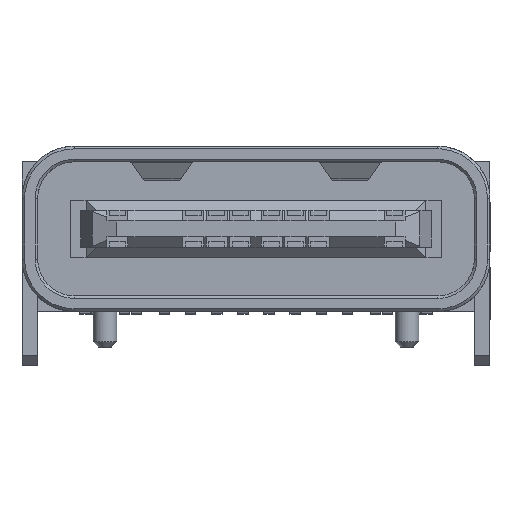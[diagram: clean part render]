
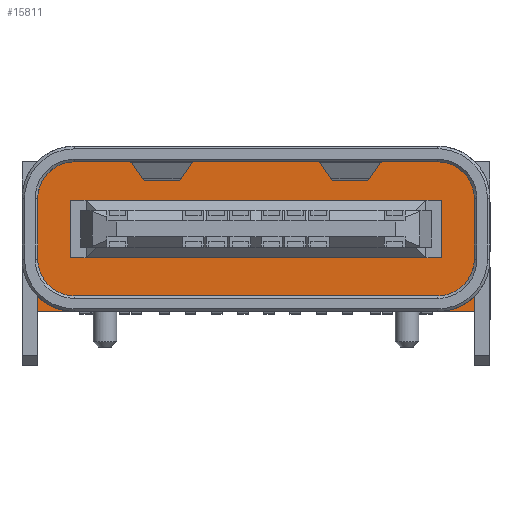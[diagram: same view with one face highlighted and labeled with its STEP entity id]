
A CAD part, front view. The second image highlights one B-rep face of the part: STEP entity #15811.
In plain terms, the highlighted free-form (B-spline) face has degree [1, 1] with [2, 2] control points.
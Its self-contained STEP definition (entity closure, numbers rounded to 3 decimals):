
#15811 = ADVANCED_FACE('',(#15812,#15842),#15888,.T.);
#15812 = FACE_BOUND('',#15813,.T.);
#15813 = EDGE_LOOP('',(#15814,#15823,#15830,#15837));
#15814 = ORIENTED_EDGE('',*,*,#15815,.F.);
#15815 = EDGE_CURVE('',#15816,#15818,#15820,.T.);
#15816 = VERTEX_POINT('',#15817);
#15817 = CARTESIAN_POINT('',(3.55,1.525,3.182));
#15818 = VERTEX_POINT('',#15819);
#15819 = CARTESIAN_POINT('',(-3.55,1.525,3.182));
#15820 = B_SPLINE_CURVE_WITH_KNOTS('',1,(#15821,#15822),.UNSPECIFIED.,
  .F.,.F.,(2,2),(-7.1,-0.),.PIECEWISE_BEZIER_KNOTS.);
#15821 = CARTESIAN_POINT('',(3.55,1.525,3.182));
#15822 = CARTESIAN_POINT('',(-3.55,1.525,3.182));
#15823 = ORIENTED_EDGE('',*,*,#15824,.T.);
#15824 = EDGE_CURVE('',#15816,#15825,#15827,.T.);
#15825 = VERTEX_POINT('',#15826);
#15826 = CARTESIAN_POINT('',(3.55,1.525,2.082));
#15827 = B_SPLINE_CURVE_WITH_KNOTS('',1,(#15828,#15829),.UNSPECIFIED.,
  .F.,.F.,(2,2),(0.,1.1),.PIECEWISE_BEZIER_KNOTS.);
#15828 = CARTESIAN_POINT('',(3.55,1.525,3.182));
#15829 = CARTESIAN_POINT('',(3.55,1.525,2.082));
#15830 = ORIENTED_EDGE('',*,*,#15831,.F.);
#15831 = EDGE_CURVE('',#15832,#15825,#15834,.T.);
#15832 = VERTEX_POINT('',#15833);
#15833 = CARTESIAN_POINT('',(-3.55,1.525,2.082));
#15834 = B_SPLINE_CURVE_WITH_KNOTS('',1,(#15835,#15836),.UNSPECIFIED.,
  .F.,.F.,(2,2),(0.,7.1),.PIECEWISE_BEZIER_KNOTS.);
#15835 = CARTESIAN_POINT('',(-3.55,1.525,2.082));
#15836 = CARTESIAN_POINT('',(3.55,1.525,2.082));
#15837 = ORIENTED_EDGE('',*,*,#15838,.F.);
#15838 = EDGE_CURVE('',#15818,#15832,#15839,.T.);
#15839 = B_SPLINE_CURVE_WITH_KNOTS('',1,(#15840,#15841),.UNSPECIFIED.,
  .F.,.F.,(2,2),(0.,1.1),.PIECEWISE_BEZIER_KNOTS.);
#15840 = CARTESIAN_POINT('',(-3.55,1.525,3.182));
#15841 = CARTESIAN_POINT('',(-3.55,1.525,2.082));
#15842 = FACE_BOUND('',#15843,.T.);
#15843 = EDGE_LOOP('',(#15844,#15854,#15861,#15869,#15876,#15883));
#15844 = ORIENTED_EDGE('',*,*,#15845,.T.);
#15845 = EDGE_CURVE('',#15846,#15848,#15850,.T.);
#15846 = VERTEX_POINT('',#15847);
#15847 = CARTESIAN_POINT('',(4.175,1.525,3.212));
#15848 = VERTEX_POINT('',#15849);
#15849 = CARTESIAN_POINT('',(3.475,1.525,3.912));
#15850 = ( BOUNDED_CURVE() B_SPLINE_CURVE(2,(#15851,#15852,#15853),
.UNSPECIFIED.,.F.,.F.) B_SPLINE_CURVE_WITH_KNOTS((3,3),(4.712,
6.283),.PIECEWISE_BEZIER_KNOTS.) CURVE() 
GEOMETRIC_REPRESENTATION_ITEM() RATIONAL_B_SPLINE_CURVE((1.,
0.707,1.)) REPRESENTATION_ITEM('') );
#15851 = CARTESIAN_POINT('',(4.175,1.525,3.212));
#15852 = CARTESIAN_POINT('',(4.175,1.525,3.912));
#15853 = CARTESIAN_POINT('',(3.475,1.525,3.912));
#15854 = ORIENTED_EDGE('',*,*,#15855,.F.);
#15855 = EDGE_CURVE('',#15856,#15848,#15858,.T.);
#15856 = VERTEX_POINT('',#15857);
#15857 = CARTESIAN_POINT('',(-3.475,1.525,3.912));
#15858 = B_SPLINE_CURVE_WITH_KNOTS('',1,(#15859,#15860),.UNSPECIFIED.,
  .F.,.F.,(2,2),(0.,6.95),.PIECEWISE_BEZIER_KNOTS.);
#15859 = CARTESIAN_POINT('',(-3.475,1.525,3.912));
#15860 = CARTESIAN_POINT('',(3.475,1.525,3.912));
#15861 = ORIENTED_EDGE('',*,*,#15862,.F.);
#15862 = EDGE_CURVE('',#15863,#15856,#15865,.T.);
#15863 = VERTEX_POINT('',#15864);
#15864 = CARTESIAN_POINT('',(-4.175,1.525,3.212));
#15865 = ( BOUNDED_CURVE() B_SPLINE_CURVE(2,(#15866,#15867,#15868),
.UNSPECIFIED.,.F.,.F.) B_SPLINE_CURVE_WITH_KNOTS((3,3),(4.712,
6.283),.PIECEWISE_BEZIER_KNOTS.) CURVE() 
GEOMETRIC_REPRESENTATION_ITEM() RATIONAL_B_SPLINE_CURVE((1.,
0.707,1.)) REPRESENTATION_ITEM('') );
#15866 = CARTESIAN_POINT('',(-4.175,1.525,3.212));
#15867 = CARTESIAN_POINT('',(-4.175,1.525,3.912));
#15868 = CARTESIAN_POINT('',(-3.475,1.525,3.912));
#15869 = ORIENTED_EDGE('',*,*,#15870,.F.);
#15870 = EDGE_CURVE('',#15871,#15863,#15873,.T.);
#15871 = VERTEX_POINT('',#15872);
#15872 = CARTESIAN_POINT('',(-4.175,1.525,1.052));
#15873 = B_SPLINE_CURVE_WITH_KNOTS('',1,(#15874,#15875),.UNSPECIFIED.,
  .F.,.F.,(2,2),(-1.,1.16),.PIECEWISE_BEZIER_KNOTS.);
#15874 = CARTESIAN_POINT('',(-4.175,1.525,1.052));
#15875 = CARTESIAN_POINT('',(-4.175,1.525,3.212));
#15876 = ORIENTED_EDGE('',*,*,#15877,.F.);
#15877 = EDGE_CURVE('',#15878,#15871,#15880,.T.);
#15878 = VERTEX_POINT('',#15879);
#15879 = CARTESIAN_POINT('',(4.175,1.525,1.052));
#15880 = B_SPLINE_CURVE_WITH_KNOTS('',1,(#15881,#15882),.UNSPECIFIED.,
  .F.,.F.,(2,2),(0.,8.35),.PIECEWISE_BEZIER_KNOTS.);
#15881 = CARTESIAN_POINT('',(4.175,1.525,1.052));
#15882 = CARTESIAN_POINT('',(-4.175,1.525,1.052));
#15883 = ORIENTED_EDGE('',*,*,#15884,.T.);
#15884 = EDGE_CURVE('',#15878,#15846,#15885,.T.);
#15885 = B_SPLINE_CURVE_WITH_KNOTS('',1,(#15886,#15887),.UNSPECIFIED.,
  .F.,.F.,(2,2),(-1.,1.16),.PIECEWISE_BEZIER_KNOTS.);
#15886 = CARTESIAN_POINT('',(4.175,1.525,1.052));
#15887 = CARTESIAN_POINT('',(4.175,1.525,3.212));
#15888 = B_SPLINE_SURFACE_WITH_KNOTS('',1,1,(
    (#15889,#15890)
    ,(#15891,#15892
    )),.UNSPECIFIED.,.F.,.F.,.F.,(2,2),(2,2),(-11.435,
    -8.575),(-8.35,0.),.PIECEWISE_BEZIER_KNOTS.);
#15889 = CARTESIAN_POINT('',(4.175,1.525,1.052));
#15890 = CARTESIAN_POINT('',(-4.175,1.525,1.052));
#15891 = CARTESIAN_POINT('',(4.175,1.525,3.912));
#15892 = CARTESIAN_POINT('',(-4.175,1.525,3.912));
